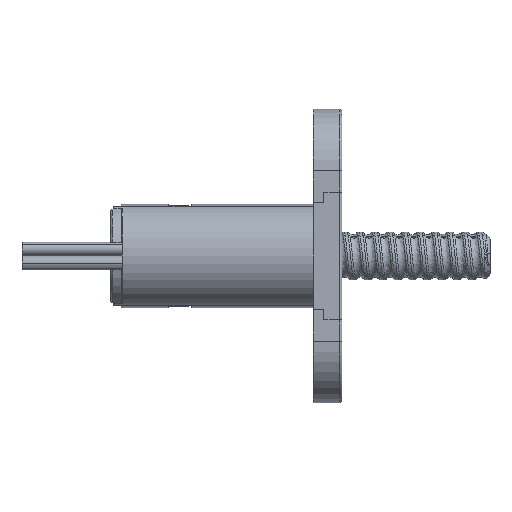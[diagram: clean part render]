
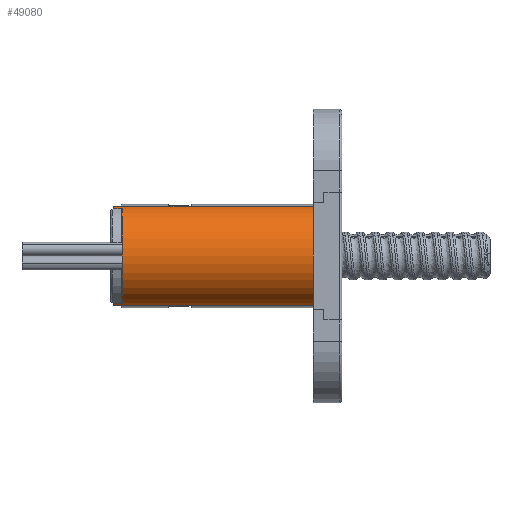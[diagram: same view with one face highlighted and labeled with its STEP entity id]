
A CAD part, left-side view. The second image highlights one B-rep face of the part: STEP entity #49080.
In plain terms, the highlighted cylindrical face has radius 4.85 mm (diameter 9.7 mm), a partial arc.
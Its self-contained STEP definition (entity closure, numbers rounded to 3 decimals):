
#55 = LINE ( 'NONE', #1595, #9966 ) ;
#164 = DIRECTION ( 'NONE',  ( 1., 0., 0. ) ) ;
#813 = CARTESIAN_POINT ( 'NONE',  ( 4.648, 1.386, 9.75 ) ) ;
#1506 = CARTESIAN_POINT ( 'NONE',  ( -4.421, 1.994, 9.75 ) ) ;
#1595 = CARTESIAN_POINT ( 'NONE',  ( 4.421, 1.994, 9.75 ) ) ;
#1640 = VECTOR ( 'NONE', #16296, 1000. ) ;
#1693 = CARTESIAN_POINT ( 'NONE',  ( 0., 0., 9.75 ) ) ;
#1697 = VERTEX_POINT ( 'NONE', #47773 ) ;
#1738 = CARTESIAN_POINT ( 'NONE',  ( -4.421, 1.994, -8.95 ) ) ;
#1788 = LINE ( 'NONE', #44009, #50143 ) ;
#2472 = VERTEX_POINT ( 'NONE', #3445 ) ;
#2595 = ORIENTED_EDGE ( 'NONE', *, *, #20121, .F. ) ;
#3115 = VERTEX_POINT ( 'NONE', #3746 ) ;
#3445 = CARTESIAN_POINT ( 'NONE',  ( 4.648, 1.386, 9.75 ) ) ;
#3486 = DIRECTION ( 'NONE',  ( 1., 0., 0. ) ) ;
#3525 = ORIENTED_EDGE ( 'NONE', *, *, #9893, .F. ) ;
#3746 = CARTESIAN_POINT ( 'NONE',  ( 4.421, 1.994, 8.95 ) ) ;
#3866 = VERTEX_POINT ( 'NONE', #3881 ) ;
#3881 = CARTESIAN_POINT ( 'NONE',  ( -4.648, 1.386, 9.75 ) ) ;
#4754 = DIRECTION ( 'NONE',  ( 0., 0., -1. ) ) ;
#4865 = LINE ( 'NONE', #47955, #12847 ) ;
#4889 = AXIS2_PLACEMENT_3D ( 'NONE', #47162, #23686, #164 ) ;
#5018 = DIRECTION ( 'NONE',  ( 0., 0., -1. ) ) ;
#5040 = CARTESIAN_POINT ( 'NONE',  ( 0., 0., 9.75 ) ) ;
#5541 = DIRECTION ( 'NONE',  ( 0., 0., -1. ) ) ;
#5542 = VECTOR ( 'NONE', #9232, 1000. ) ;
#6191 = EDGE_CURVE ( 'NONE', #33873, #3866, #22526, .T. ) ;
#6365 = ORIENTED_EDGE ( 'NONE', *, *, #6191, .T. ) ;
#7342 = CARTESIAN_POINT ( 'NONE',  ( -4.421, 1.994, -9.75 ) ) ;
#8679 = ORIENTED_EDGE ( 'NONE', *, *, #39347, .F. ) ;
#8990 = DIRECTION ( 'NONE',  ( 1., 0., 0. ) ) ;
#9060 = CARTESIAN_POINT ( 'NONE',  ( 0., 0., -8.95 ) ) ;
#9232 = DIRECTION ( 'NONE',  ( 0., 0., 1. ) ) ;
#9811 = CARTESIAN_POINT ( 'NONE',  ( 4.421, 1.994, -8.95 ) ) ;
#9893 = EDGE_CURVE ( 'NONE', #2472, #33235, #21204, .T. ) ;
#9966 = VECTOR ( 'NONE', #5541, 1000. ) ;
#9974 = CARTESIAN_POINT ( 'NONE',  ( 0., 0., -9.75 ) ) ;
#10279 = CARTESIAN_POINT ( 'NONE',  ( 4.421, 1.994, 9.75 ) ) ;
#12281 = AXIS2_PLACEMENT_3D ( 'NONE', #5040, #32508, #8990 ) ;
#12561 = AXIS2_PLACEMENT_3D ( 'NONE', #50492, #27018, #3486 ) ;
#12662 = VERTEX_POINT ( 'NONE', #1738 ) ;
#12847 = VECTOR ( 'NONE', #32376, 1000. ) ;
#13006 = DIRECTION ( 'NONE',  ( -1., 0., 0. ) ) ;
#13411 = AXIS2_PLACEMENT_3D ( 'NONE', #19178, #46607, #23130 ) ;
#13902 = DIRECTION ( 'NONE',  ( 1., 0., 0. ) ) ;
#14145 = VERTEX_POINT ( 'NONE', #36570 ) ;
#15064 = EDGE_CURVE ( 'NONE', #14145, #47219, #21089, .T. ) ;
#15447 = CIRCLE ( 'NONE', #4889, 4.85 ) ;
#16184 = VERTEX_POINT ( 'NONE', #27235 ) ;
#16296 = DIRECTION ( 'NONE',  ( 0., 0., 1. ) ) ;
#17164 = DIRECTION ( 'NONE',  ( 0., 0., 1. ) ) ;
#19178 = CARTESIAN_POINT ( 'NONE',  ( 0., 0., 9.75 ) ) ;
#19827 = EDGE_LOOP ( 'NONE', ( #2595, #3525, #31312, #31273, #35029, #47992, #8679, #35672, #6365, #42052, #41774, #34691 ) ) ;
#20121 = EDGE_CURVE ( 'NONE', #33235, #3115, #55, .T. ) ;
#20232 = CARTESIAN_POINT ( 'NONE',  ( -4.648, 1.386, 9.75 ) ) ;
#21089 = CIRCLE ( 'NONE', #29980, 4.85 ) ;
#21204 = CIRCLE ( 'NONE', #13411, 4.85 ) ;
#21707 = EDGE_CURVE ( 'NONE', #1697, #3866, #34478, .T. ) ;
#22526 = LINE ( 'NONE', #20232, #1640 ) ;
#23130 = DIRECTION ( 'NONE',  ( 1., 0., 0. ) ) ;
#23686 = DIRECTION ( 'NONE',  ( 0., 0., 1. ) ) ;
#25211 = LINE ( 'NONE', #1506, #5542 ) ;
#25992 = EDGE_CURVE ( 'NONE', #30121, #47219, #4865, .T. ) ;
#27018 = DIRECTION ( 'NONE',  ( 0., 0., 1. ) ) ;
#27235 = CARTESIAN_POINT ( 'NONE',  ( -4.421, 1.994, 8.95 ) ) ;
#27410 = CARTESIAN_POINT ( 'NONE',  ( 4.421, 1.994, -9.75 ) ) ;
#27644 = AXIS2_PLACEMENT_3D ( 'NONE', #9060, #36518, #13006 ) ;
#28901 = CIRCLE ( 'NONE', #27644, 4.85 ) ;
#29147 = EDGE_CURVE ( 'NONE', #12662, #30121, #28901, .T. ) ;
#29305 = EDGE_CURVE ( 'NONE', #16184, #1697, #25211, .T. ) ;
#29980 = AXIS2_PLACEMENT_3D ( 'NONE', #9974, #37425, #13902 ) ;
#30121 = VERTEX_POINT ( 'NONE', #9811 ) ;
#31223 = CIRCLE ( 'NONE', #12561, 4.85 ) ;
#31273 = ORIENTED_EDGE ( 'NONE', *, *, #15064, .T. ) ;
#31312 = ORIENTED_EDGE ( 'NONE', *, *, #35600, .T. ) ;
#32376 = DIRECTION ( 'NONE',  ( 0., 0., -1. ) ) ;
#32508 = DIRECTION ( 'NONE',  ( 0., 0., 1. ) ) ;
#33235 = VERTEX_POINT ( 'NONE', #10279 ) ;
#33873 = VERTEX_POINT ( 'NONE', #44700 ) ;
#34478 = CIRCLE ( 'NONE', #12281, 4.85 ) ;
#34609 = AXIS2_PLACEMENT_3D ( 'NONE', #1693, #5018, #44313 ) ;
#34691 = ORIENTED_EDGE ( 'NONE', *, *, #42103, .F. ) ;
#35029 = ORIENTED_EDGE ( 'NONE', *, *, #25992, .F. ) ;
#35554 = LINE ( 'NONE', #813, #44752 ) ;
#35600 = EDGE_CURVE ( 'NONE', #2472, #14145, #35554, .T. ) ;
#35672 = ORIENTED_EDGE ( 'NONE', *, *, #49529, .T. ) ;
#36110 = CYLINDRICAL_SURFACE ( 'NONE', #34609, 4.85 ) ;
#36289 = VERTEX_POINT ( 'NONE', #7342 ) ;
#36518 = DIRECTION ( 'NONE',  ( 0., 0., -1. ) ) ;
#36570 = CARTESIAN_POINT ( 'NONE',  ( 4.648, 1.386, -9.75 ) ) ;
#37425 = DIRECTION ( 'NONE',  ( 0., 0., 1. ) ) ;
#39347 = EDGE_CURVE ( 'NONE', #36289, #12662, #1788, .T. ) ;
#41774 = ORIENTED_EDGE ( 'NONE', *, *, #29305, .F. ) ;
#42052 = ORIENTED_EDGE ( 'NONE', *, *, #21707, .F. ) ;
#42103 = EDGE_CURVE ( 'NONE', #3115, #16184, #15447, .T. ) ;
#44009 = CARTESIAN_POINT ( 'NONE',  ( -4.421, 1.994, 9.75 ) ) ;
#44313 = DIRECTION ( 'NONE',  ( -1., 0., 0. ) ) ;
#44700 = CARTESIAN_POINT ( 'NONE',  ( -4.648, 1.386, -9.75 ) ) ;
#44752 = VECTOR ( 'NONE', #4754, 1000. ) ;
#46541 = FACE_OUTER_BOUND ( 'NONE', #19827, .T. ) ;
#46607 = DIRECTION ( 'NONE',  ( 0., 0., 1. ) ) ;
#47162 = CARTESIAN_POINT ( 'NONE',  ( 0., 0., 8.95 ) ) ;
#47219 = VERTEX_POINT ( 'NONE', #27410 ) ;
#47773 = CARTESIAN_POINT ( 'NONE',  ( -4.421, 1.994, 9.75 ) ) ;
#47955 = CARTESIAN_POINT ( 'NONE',  ( 4.421, 1.994, 9.75 ) ) ;
#47992 = ORIENTED_EDGE ( 'NONE', *, *, #29147, .F. ) ;
#49080 = ADVANCED_FACE ( 'NONE', ( #46541 ), #36110, .T. ) ;
#49529 = EDGE_CURVE ( 'NONE', #36289, #33873, #31223, .T. ) ;
#50143 = VECTOR ( 'NONE', #17164, 1000. ) ;
#50492 = CARTESIAN_POINT ( 'NONE',  ( 0., 0., -9.75 ) ) ;
